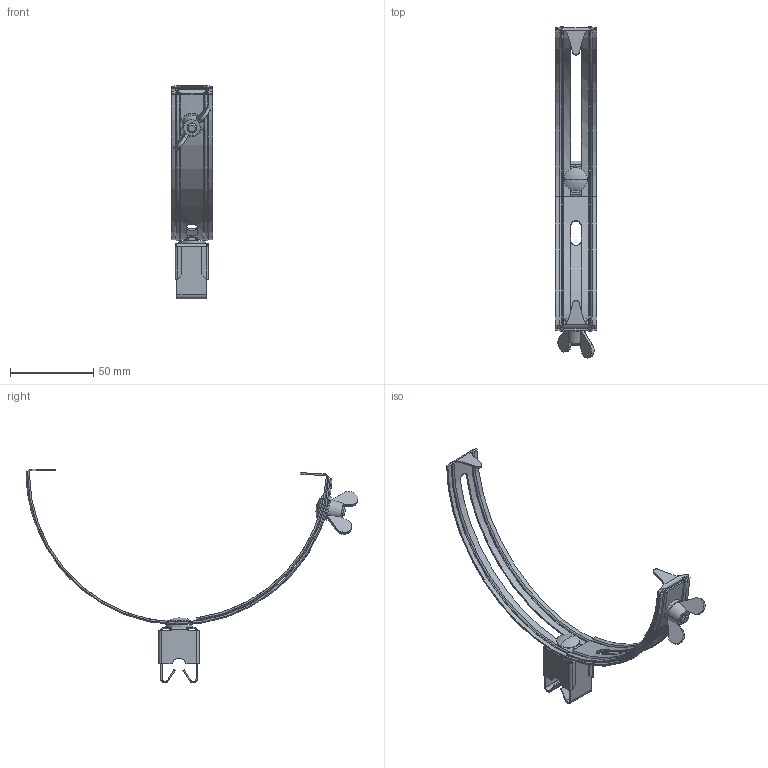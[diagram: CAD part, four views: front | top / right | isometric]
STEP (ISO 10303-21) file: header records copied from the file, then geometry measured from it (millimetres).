
FILE_DESCRIPTION (( 'STEP AP214' ), '1' );
FILE_NAME ('5202833.stp', '2023-04-11T09:10:56', ( '' ), ( '' ), 'SwSTEP 2.0', 'SolidWorks 2022', '' );
FILE_SCHEMA (( 'AUTOMOTIVE_DESIGN' ));
Length unit declared in the file: millimetre
Products named in the file (1): 5202833
Bounding box: 25 x 199.55 x 128.54 mm (x, y, z)
Volume: 14402 mm3; surface area: 29681.7 mm2
Topology: 8 solids, 8 shells, 316 faces, 784 edges, 481 vertices
Faces by surface type: plane 117, cylinder 102, bspline 50, cone 27, torus 16, sphere 4
Entity records: 30906 total; most frequent: CARTESIAN_POINT 22859, ORIENTED_EDGE 1552, DIRECTION 1509, EDGE_CURVE 776, AXIS2_PLACEMENT_3D 558, VERTEX_POINT 481, LINE 393, VECTOR 393
